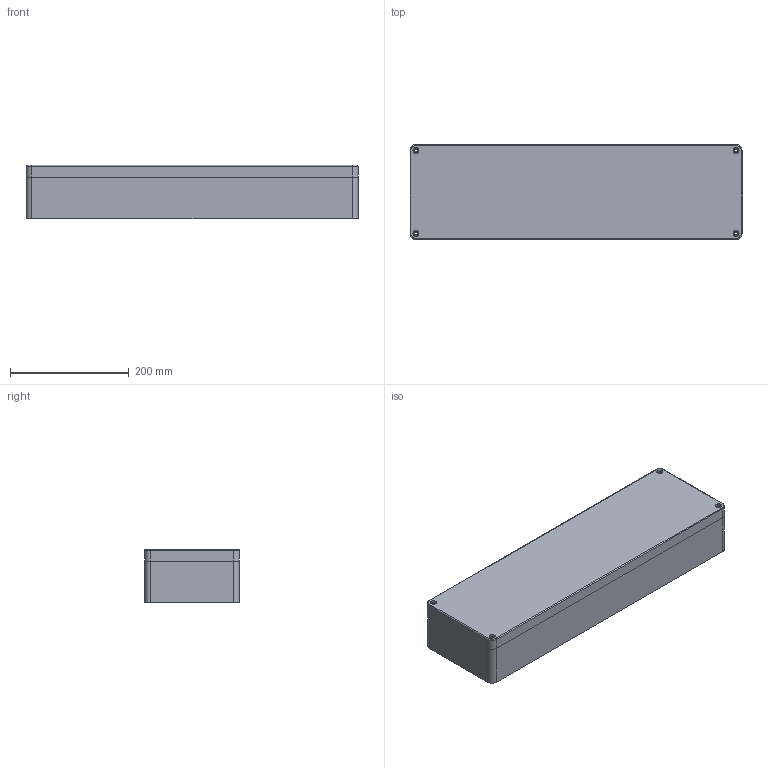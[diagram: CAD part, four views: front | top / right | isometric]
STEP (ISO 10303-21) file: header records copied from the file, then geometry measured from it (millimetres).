
FILE_DESCRIPTION((''),'2;1');
FILE_NAME('HALP165609_ASM','2009-02-04T',('pasi_koskela'),(''),'PRO/ENGINEER BY PARAMETRIC TECHNOLOGY CORPORATION, 2008250','PRO/ENGINEER BY PARAMETRIC TECHNOLOGY CORPORATION, 2008250','');
FILE_SCHEMA(('AUTOMOTIVE_DESIGN_CC2 { 1 2 10303 214 -1 1 5 2 }'));
Length unit declared in the file: millimetre
Products named in the file (3): HALP165607B; HALP165602L; HALP165609_ASM
Assembly tree (2 placements, depth 2):
  HALP165609_ASM
    HALP165607B
    HALP165602L
Bounding box: 560 x 160 x 90 mm (x, y, z)
Volume: 1524280.7 mm3; surface area: 633725.7 mm2
Topology: 2 solids, 14 shells, 261 faces, 664 edges, 430 vertices
Faces by surface type: cylinder 128, plane 91, cone 30, bspline 8, torus 4
Entity records: 10341 total; most frequent: CARTESIAN_POINT 1492, DIRECTION 1472, ORIENTED_EDGE 1280, PRESENTATION_STYLE_ASSIGNMENT 666, STYLED_ITEM 666, CURVE_STYLE 652, EDGE_CURVE 652, AXIS2_PLACEMENT_3D 572
